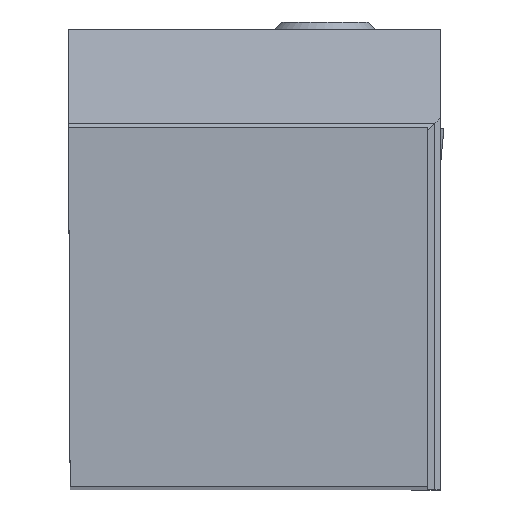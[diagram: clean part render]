
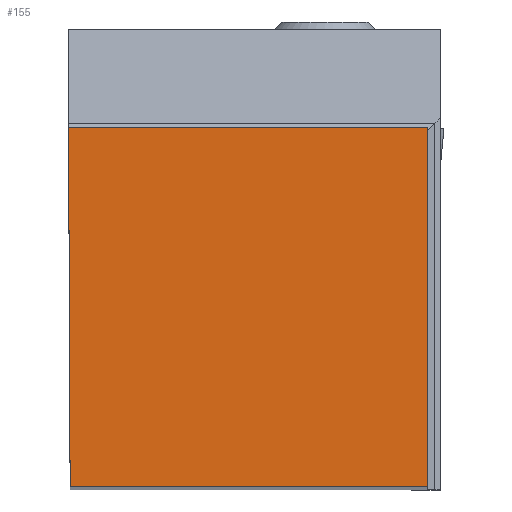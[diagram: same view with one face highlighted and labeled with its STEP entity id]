
A CAD part, top view. The second image highlights one B-rep face of the part: STEP entity #155.
In plain terms, the highlighted planar face has unit normal (0, 0, 1).
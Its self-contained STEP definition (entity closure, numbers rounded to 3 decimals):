
#155=ADVANCED_FACE('BLANK_BOXF006',(#258),#203,.F.);
#203=PLANE('',#1276);
#258=FACE_OUTER_BOUND('',#315,.T.);
#315=EDGE_LOOP('',(#554,#555,#556,#557));
#554=ORIENTED_EDGE('',*,*,#867,.T.);
#555=ORIENTED_EDGE('',*,*,#868,.T.);
#556=ORIENTED_EDGE('',*,*,#869,.T.);
#557=ORIENTED_EDGE('',*,*,#861,.T.);
#725=VERTEX_POINT('',#2012);
#726=VERTEX_POINT('',#2014);
#729=VERTEX_POINT('',#2025);
#730=VERTEX_POINT('',#2027);
#861=EDGE_CURVE('',#726,#725,#988,.T.);
#867=EDGE_CURVE('',#725,#729,#994,.T.);
#868=EDGE_CURVE('',#729,#730,#995,.T.);
#869=EDGE_CURVE('',#730,#726,#996,.T.);
#988=LINE('',#2013,#1118);
#994=LINE('',#2024,#1124);
#995=LINE('',#2026,#1125);
#996=LINE('',#2028,#1126);
#1118=VECTOR('',#1491,1.);
#1124=VECTOR('',#1501,1.);
#1125=VECTOR('',#1502,1.);
#1126=VECTOR('',#1503,1.);
#1276=AXIS2_PLACEMENT_3D('',#2029,#1504,#1505);
#1491=DIRECTION('',(1.,0.,0.));
#1501=DIRECTION('',(0.,1.,0.));
#1502=DIRECTION('',(-1.,0.,0.));
#1503=DIRECTION('',(0.004,-1.,0.));
#1504=DIRECTION('',(0.,0.,-1.));
#1505=DIRECTION('',(0.,-1.,0.));
#2012=CARTESIAN_POINT('',(24.875,0.,0.));
#2013=CARTESIAN_POINT('',(-150.55,0.,0.));
#2014=CARTESIAN_POINT('',(0.109,0.,0.));
#2024=CARTESIAN_POINT('',(24.875,-150.55,0.));
#2025=CARTESIAN_POINT('',(24.875,24.875,0.));
#2026=CARTESIAN_POINT('',(150.55,24.875,0.));
#2027=CARTESIAN_POINT('',(0.,24.875,0.));
#2028=CARTESIAN_POINT('',(-0.548,150.549,0.));
#2029=CARTESIAN_POINT('',(25.75,-5.,0.));
